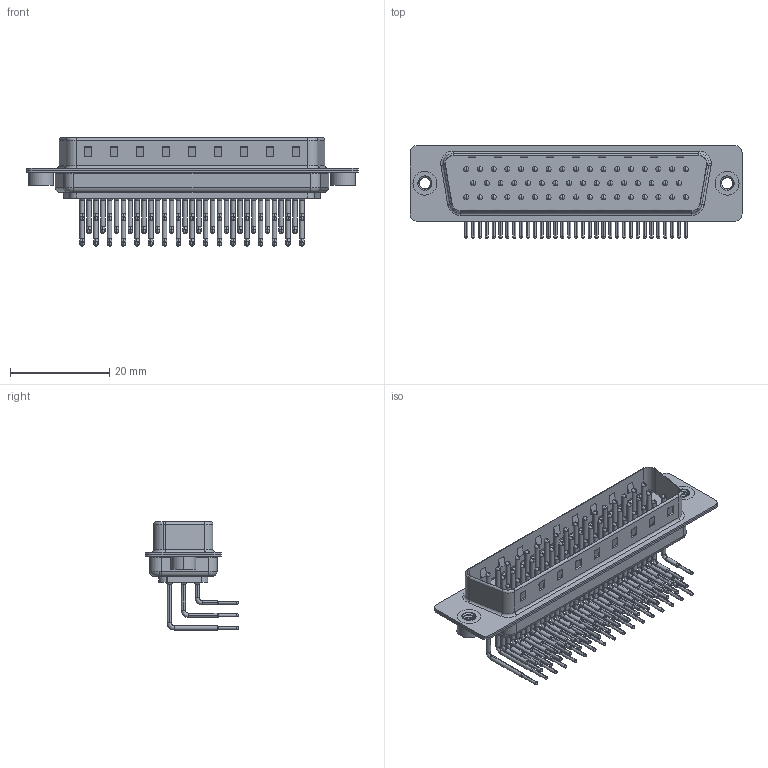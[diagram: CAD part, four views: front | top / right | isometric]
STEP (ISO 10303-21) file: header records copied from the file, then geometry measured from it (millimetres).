
FILE_DESCRIPTION (( 'STEP AP203' ), '1' );
FILE_NAME ('629-M50-240-LT2.STEP', '2018-09-25T23:55:01', ( '' ), ( '' ), 'SwSTEP 2.0', 'SolidWorks 2016', '' );
FILE_SCHEMA (( 'CONFIG_CONTROL_DESIGN' ));
Length unit declared in the file: millimetre
Products named in the file (8): 629M Contact Row 2_50 Contacts; 629M Contact Row 3; 629M 4-40 Threaded Rivet; 629-M50-240-LT2; 629M Housing_50 Contacts; 629M Shell Front_50 Contacts; 629M Shell Rear_50 Contacts; 629M Contact Row 1_50 Contacts
Assembly tree (55 placements, depth 2):
  629-M50-240-LT2
    629M Housing_50 Contacts
    629M Shell Front_50 Contacts
    629M Shell Rear_50 Contacts
    629M Contact Row 1_50 Contacts  x17
    629M Contact Row 2_50 Contacts  x16
    629M Contact Row 3  x17
    629M 4-40 Threaded Rivet  x2
Bounding box: 67 x 18.8 x 21.83 mm (x, y, z)
Volume: 4990.8 mm3; surface area: 12894.3 mm2
Topology: 55 solids, 55 shells, 5912 faces, 16593 edges, 10802 vertices
Faces by surface type: plane 3403, cylinder 1941, bspline 306, cone 206, torus 56
Entity records: 37159 total; most frequent: CARTESIAN_POINT 7509, DIRECTION 6061, ORIENTED_EDGE 5486, EDGE_CURVE 2743, AXIS2_PLACEMENT_3D 2245, VERTEX_POINT 1787, LINE 1571, VECTOR 1571
